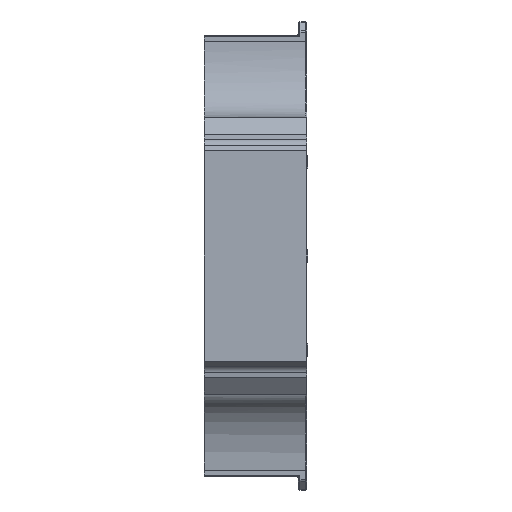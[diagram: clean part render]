
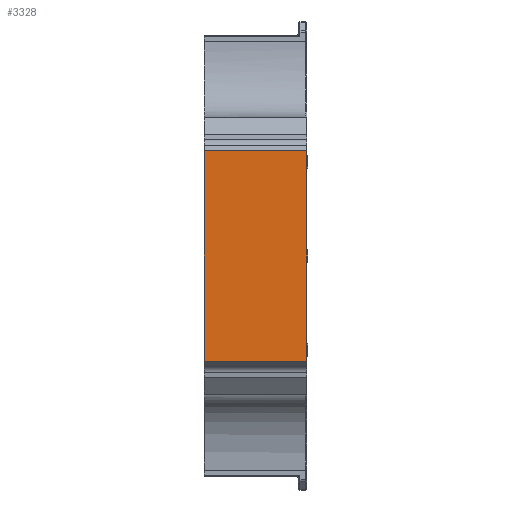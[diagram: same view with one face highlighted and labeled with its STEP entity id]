
A CAD part, left-side view. The second image highlights one B-rep face of the part: STEP entity #3328.
In plain terms, the highlighted planar face has unit normal (-1, 0, 0).
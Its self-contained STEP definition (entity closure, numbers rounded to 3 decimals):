
#123 = VECTOR ( 'NONE', #4023, 1000. ) ;
#253 = VECTOR ( 'NONE', #4666, 1000. ) ;
#383 = VERTEX_POINT ( 'NONE', #4667 ) ;
#500 = LINE ( 'NONE', #2905, #3088 ) ;
#907 = CARTESIAN_POINT ( 'NONE',  ( -70.8, 0.5, -16.651 ) ) ;
#991 = ORIENTED_EDGE ( 'NONE', *, *, #4747, .F. ) ;
#1292 = VECTOR ( 'NONE', #7269, 1000. ) ;
#1346 = VERTEX_POINT ( 'NONE', #5566 ) ;
#1395 = AXIS2_PLACEMENT_3D ( 'NONE', #907, #3964, #1513 ) ;
#1511 = EDGE_CURVE ( 'NONE', #1346, #2619, #4823, .T. ) ;
#1513 = DIRECTION ( 'NONE',  ( 0., 0., -1. ) ) ;
#1595 = DIRECTION ( 'NONE',  ( 0., -1., 0. ) ) ;
#1894 = EDGE_CURVE ( 'NONE', #1346, #2451, #4064, .T. ) ;
#2161 = CARTESIAN_POINT ( 'NONE',  ( -70.8, 0.5, -16.651 ) ) ;
#2264 = EDGE_CURVE ( 'NONE', #2619, #383, #6504, .T. ) ;
#2451 = VERTEX_POINT ( 'NONE', #6760 ) ;
#2619 = VERTEX_POINT ( 'NONE', #5653 ) ;
#2905 = CARTESIAN_POINT ( 'NONE',  ( -70.8, 0.5, 16.651 ) ) ;
#3088 = VECTOR ( 'NONE', #1595, 1000. ) ;
#3277 = FACE_OUTER_BOUND ( 'NONE', #7783, .T. ) ;
#3328 = ADVANCED_FACE ( 'NONE', ( #3277 ), #6965, .F. ) ;
#3964 = DIRECTION ( 'NONE',  ( 1., 0., 0. ) ) ;
#4023 = DIRECTION ( 'NONE',  ( 0., 0., 1. ) ) ;
#4064 = LINE ( 'NONE', #5857, #123 ) ;
#4512 = CARTESIAN_POINT ( 'NONE',  ( -70.8, 0., -16.651 ) ) ;
#4524 = ORIENTED_EDGE ( 'NONE', *, *, #2264, .T. ) ;
#4666 = DIRECTION ( 'NONE',  ( 0., 0., 1. ) ) ;
#4667 = CARTESIAN_POINT ( 'NONE',  ( -70.8, 0., 16.651 ) ) ;
#4747 = EDGE_CURVE ( 'NONE', #2451, #383, #500, .T. ) ;
#4823 = LINE ( 'NONE', #2161, #1292 ) ;
#5155 = ORIENTED_EDGE ( 'NONE', *, *, #1894, .F. ) ;
#5566 = CARTESIAN_POINT ( 'NONE',  ( -70.8, 16.317, -16.651 ) ) ;
#5653 = CARTESIAN_POINT ( 'NONE',  ( -70.8, 0., -16.651 ) ) ;
#5857 = CARTESIAN_POINT ( 'NONE',  ( -70.8, 16.317, -16.651 ) ) ;
#6504 = LINE ( 'NONE', #4512, #253 ) ;
#6760 = CARTESIAN_POINT ( 'NONE',  ( -70.8, 16.317, 16.651 ) ) ;
#6965 = PLANE ( 'NONE',  #1395 ) ;
#7269 = DIRECTION ( 'NONE',  ( 0., -1., 0. ) ) ;
#7783 = EDGE_LOOP ( 'NONE', ( #5155, #7975, #4524, #991 ) ) ;
#7975 = ORIENTED_EDGE ( 'NONE', *, *, #1511, .T. ) ;
